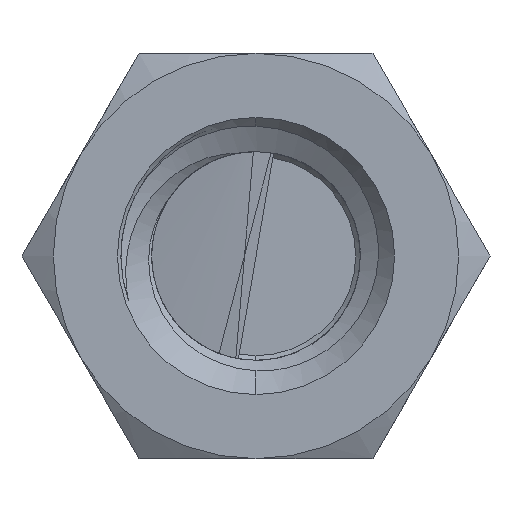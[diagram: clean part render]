
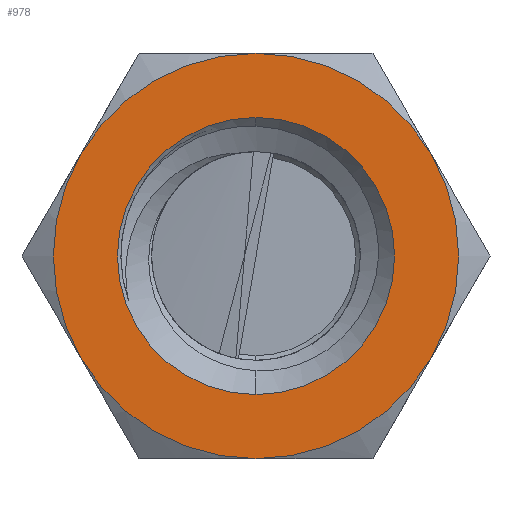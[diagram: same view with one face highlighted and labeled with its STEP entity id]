
A CAD part, left-side view. The second image highlights one B-rep face of the part: STEP entity #978.
In plain terms, the highlighted planar face has unit normal (-1, 0, 0).
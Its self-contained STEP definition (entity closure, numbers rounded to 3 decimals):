
#17 = EDGE_CURVE ( 'NONE', #4449, #4459, #854, .T. ) ;
#24 = EDGE_CURVE ( 'NONE', #4480, #4511, #690, .T. ) ;
#42 = EDGE_CURVE ( 'NONE', #4449, #4460, #876, .T. ) ;
#55 = EDGE_CURVE ( 'NONE', #4447, #4448, #880, .T. ) ;
#70 = EDGE_CURVE ( 'NONE', #4457, #4447, #842, .T. ) ;
#90 = EDGE_CURVE ( 'NONE', #4459, #4457, #5080, .T. ) ;
#101 = EDGE_CURVE ( 'NONE', #4448, #4460, #5105, .T. ) ;
#157 = CARTESIAN_POINT ( 'NONE',  ( -9.75, 0., 0. ) ) ;
#172 = DIRECTION ( 'NONE',  ( 0., 0., -1. ) ) ;
#173 = DIRECTION ( 'NONE',  ( 1., 0., 0. ) ) ;
#182 = CARTESIAN_POINT ( 'NONE',  ( -9.75, 0., 0. ) ) ;
#283 = DIRECTION ( 'NONE',  ( 0., 0., -1. ) ) ;
#284 = DIRECTION ( 'NONE',  ( 1., 0., 0. ) ) ;
#582 = EDGE_LOOP ( 'NONE', ( #927, #943 ) ) ;
#690 = CIRCLE ( 'NONE', #2280, 2.051 ) ;
#757 = EDGE_LOOP ( 'NONE', ( #863, #861, #875, #872, #866, #867 ) ) ;
#842 = CIRCLE ( 'NONE', #2284, 3. ) ;
#854 = CIRCLE ( 'NONE', #2279, 3. ) ;
#861 = ORIENTED_EDGE ( 'NONE', *, *, #70, .F. ) ;
#863 = ORIENTED_EDGE ( 'NONE', *, *, #55, .F. ) ;
#866 = ORIENTED_EDGE ( 'NONE', *, *, #42, .T. ) ;
#867 = ORIENTED_EDGE ( 'NONE', *, *, #101, .F. ) ;
#872 = ORIENTED_EDGE ( 'NONE', *, *, #17, .F. ) ;
#875 = ORIENTED_EDGE ( 'NONE', *, *, #90, .F. ) ;
#876 = CIRCLE ( 'NONE', #2281, 3. ) ;
#880 = CIRCLE ( 'NONE', #2283, 3. ) ;
#927 = ORIENTED_EDGE ( 'NONE', *, *, #24, .F. ) ;
#943 = ORIENTED_EDGE ( 'NONE', *, *, #2258, .F. ) ;
#978 = ADVANCED_FACE ( 'NONE', ( #5100, #5099 ), #4188, .F. ) ;
#1590 = DIRECTION ( 'NONE',  ( 0., 0., -1. ) ) ;
#1596 = CARTESIAN_POINT ( 'NONE',  ( -9.75, 0., 0. ) ) ;
#1605 = DIRECTION ( 'NONE',  ( 1., 0., 0. ) ) ;
#2024 = CARTESIAN_POINT ( 'NONE',  ( -9.75, 0., 0. ) ) ;
#2027 = DIRECTION ( 'NONE',  ( -1., 0., 0. ) ) ;
#2030 = DIRECTION ( 'NONE',  ( 0., 0., 1. ) ) ;
#2157 = CARTESIAN_POINT ( 'NONE',  ( -9.75, 2.598, 1.5 ) ) ;
#2158 = CARTESIAN_POINT ( 'NONE',  ( -9.75, -2.598, 1.5 ) ) ;
#2160 = CARTESIAN_POINT ( 'NONE',  ( -9.75, -2.598, -1.5 ) ) ;
#2171 = CARTESIAN_POINT ( 'NONE',  ( -9.75, 0., 3. ) ) ;
#2177 = CARTESIAN_POINT ( 'NONE',  ( -9.75, 2.598, -1.5 ) ) ;
#2178 = CARTESIAN_POINT ( 'NONE',  ( -9.75, 0., -3. ) ) ;
#2258 = EDGE_CURVE ( 'NONE', #4511, #4480, #2289, .T. ) ;
#2279 = AXIS2_PLACEMENT_3D ( 'NONE', #4350, #4267, #4266 ) ;
#2280 = AXIS2_PLACEMENT_3D ( 'NONE', #4644, #4634, #4631 ) ;
#2281 = AXIS2_PLACEMENT_3D ( 'NONE', #2024, #2027, #2030 ) ;
#2283 = AXIS2_PLACEMENT_3D ( 'NONE', #1596, #1605, #1590 ) ;
#2284 = AXIS2_PLACEMENT_3D ( 'NONE', #182, #284, #283 ) ;
#2286 = AXIS2_PLACEMENT_3D ( 'NONE', #157, #173, #172 ) ;
#2287 = AXIS2_PLACEMENT_3D ( 'NONE', #2491, #2488, #2490 ) ;
#2289 = CIRCLE ( 'NONE', #2389, 2.051 ) ;
#2306 = AXIS2_PLACEMENT_3D ( 'NONE', #4189, #4186, #4185 ) ;
#2389 = AXIS2_PLACEMENT_3D ( 'NONE', #3850, #3843, #3842 ) ;
#2488 = DIRECTION ( 'NONE',  ( 1., 0., 0. ) ) ;
#2490 = DIRECTION ( 'NONE',  ( 0., 0., -1. ) ) ;
#2491 = CARTESIAN_POINT ( 'NONE',  ( -9.75, 0., 0. ) ) ;
#2624 = CARTESIAN_POINT ( 'NONE',  ( -9.75, 0., -2.051 ) ) ;
#2631 = CARTESIAN_POINT ( 'NONE',  ( -9.75, 0., 2.051 ) ) ;
#3842 = DIRECTION ( 'NONE',  ( 0., 0., 1. ) ) ;
#3843 = DIRECTION ( 'NONE',  ( -1., 0., 0. ) ) ;
#3850 = CARTESIAN_POINT ( 'NONE',  ( -9.75, 0., 0. ) ) ;
#4185 = DIRECTION ( 'NONE',  ( 0., 0., -1. ) ) ;
#4186 = DIRECTION ( 'NONE',  ( 1., 0., 0. ) ) ;
#4188 = PLANE ( 'NONE',  #2306 ) ;
#4189 = CARTESIAN_POINT ( 'NONE',  ( -9.75, 3.464, 0. ) ) ;
#4266 = DIRECTION ( 'NONE',  ( 0., 0., -1. ) ) ;
#4267 = DIRECTION ( 'NONE',  ( 1., 0., 0. ) ) ;
#4350 = CARTESIAN_POINT ( 'NONE',  ( -9.75, 0., 0. ) ) ;
#4447 = VERTEX_POINT ( 'NONE', #2178 ) ;
#4448 = VERTEX_POINT ( 'NONE', #2177 ) ;
#4449 = VERTEX_POINT ( 'NONE', #2171 ) ;
#4457 = VERTEX_POINT ( 'NONE', #2160 ) ;
#4459 = VERTEX_POINT ( 'NONE', #2158 ) ;
#4460 = VERTEX_POINT ( 'NONE', #2157 ) ;
#4480 = VERTEX_POINT ( 'NONE', #2631 ) ;
#4511 = VERTEX_POINT ( 'NONE', #2624 ) ;
#4631 = DIRECTION ( 'NONE',  ( 0., 0., 1. ) ) ;
#4634 = DIRECTION ( 'NONE',  ( -1., 0., 0. ) ) ;
#4644 = CARTESIAN_POINT ( 'NONE',  ( -9.75, 0., 0. ) ) ;
#5080 = CIRCLE ( 'NONE', #2286, 3. ) ;
#5099 = FACE_OUTER_BOUND ( 'NONE', #757, .T. ) ;
#5100 = FACE_BOUND ( 'NONE', #582, .T. ) ;
#5105 = CIRCLE ( 'NONE', #2287, 3. ) ;
